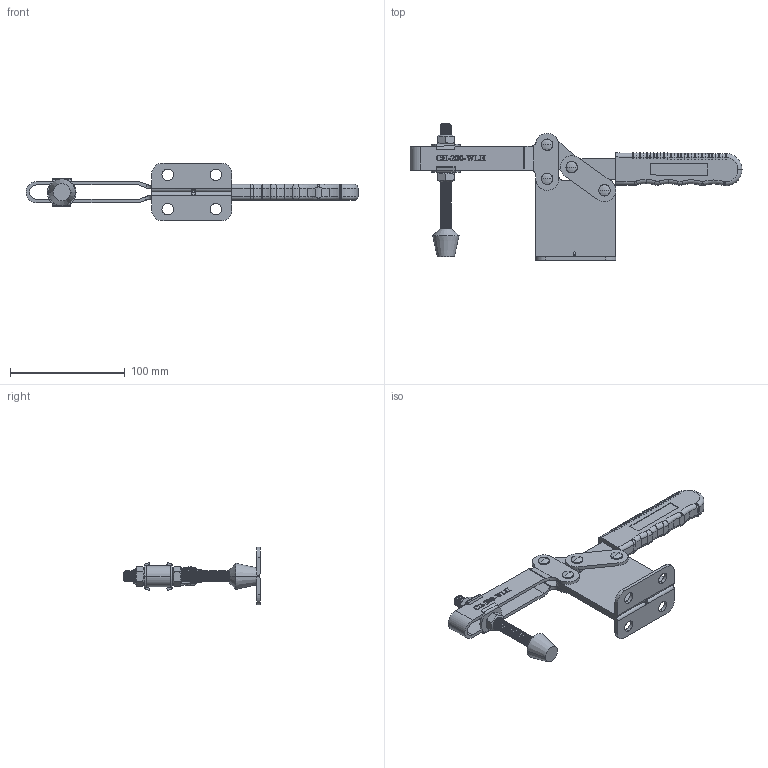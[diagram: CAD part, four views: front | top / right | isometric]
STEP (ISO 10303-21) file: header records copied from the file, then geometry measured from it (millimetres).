
FILE_DESCRIPTION (( 'STEP AP203' ), '1' );
FILE_NAME ('CH-200-WLH.STEP', '2017-11-10T07:47:24', ( 'Windows' ), ( 'Microsoft' ), 'SwSTEP 2.0', 'SolidWorks 2015', '' );
FILE_SCHEMA (( 'CONFIG_CONTROL_DESIGN' ));
Length unit declared in the file: millimetre
Products named in the file (10): 200-W-04; 200-W-05; FW380; 38312-01; 38412; 200-WLH-01; CH-200-WLH; 200-WLH-02; 200-W-03; 200-W-06
Assembly tree (15 placements, depth 2):
  CH-200-WLH
    200-WLH-01
    200-WLH-02
    200-W-03
    200-W-06
    200-W-04  x2
    200-W-05  x4
    FW380  x2
    38312-01  x2
    38412
Bounding box: 289.35 x 119.08 x 50 mm (x, y, z)
Volume: 126953.2 mm3; surface area: 81917.9 mm2
Topology: 16 solids, 17 shells, 1361 faces, 3563 edges, 2267 vertices
Faces by surface type: cylinder 480, plane 436, bspline 264, torus 112, cone 55, sphere 14
Entity records: 53965 total; most frequent: CARTESIAN_POINT 24521, ORIENTED_EDGE 6512, DIRECTION 5010, EDGE_CURVE 3256, VERTEX_POINT 2079, VECTOR 1672, LINE 1672, AXIS2_PLACEMENT_3D 1669
